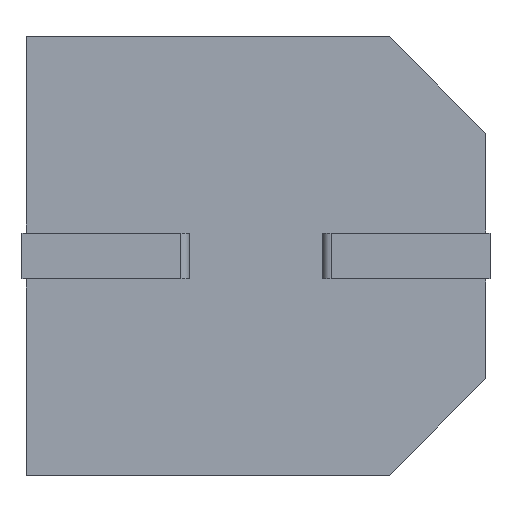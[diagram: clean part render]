
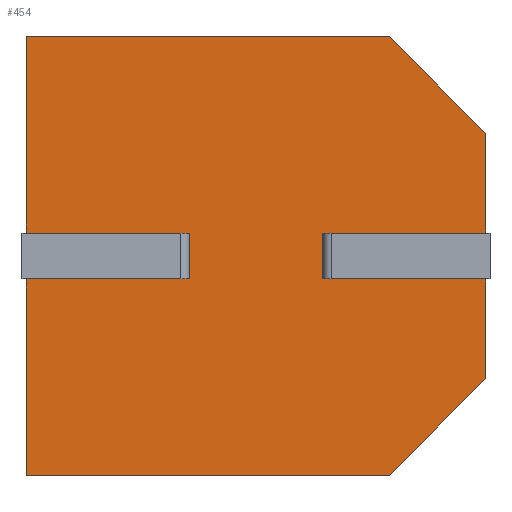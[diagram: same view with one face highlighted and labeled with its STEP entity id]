
A CAD part, front view. The second image highlights one B-rep face of the part: STEP entity #454.
In plain terms, the highlighted planar face has unit normal (0, -1, 0).
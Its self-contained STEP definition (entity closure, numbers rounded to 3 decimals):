
#34 = VERTEX_POINT ( 'NONE', #1713 ) ;
#82 = EDGE_CURVE ( 'NONE', #2393, #3245, #2817, .T. ) ;
#130 = CARTESIAN_POINT ( 'NONE',  ( 0., 0., 0. ) ) ;
#134 = VECTOR ( 'NONE', #1748, 1000. ) ;
#227 = EDGE_CURVE ( 'NONE', #34, #322, #513, .T. ) ;
#263 = LINE ( 'NONE', #1997, #1347 ) ;
#282 = ORIENTED_EDGE ( 'NONE', *, *, #1945, .T. ) ;
#322 = VERTEX_POINT ( 'NONE', #3394 ) ;
#330 = LINE ( 'NONE', #1644, #2160 ) ;
#336 = FACE_OUTER_BOUND ( 'NONE', #512, .T. ) ;
#388 = ORIENTED_EDGE ( 'NONE', *, *, #655, .F. ) ;
#418 = VECTOR ( 'NONE', #2030, 1000. ) ;
#419 = CARTESIAN_POINT ( 'NONE',  ( 11., 0., -8.185 ) ) ;
#427 = VECTOR ( 'NONE', #2957, 1000. ) ;
#431 = ORIENTED_EDGE ( 'NONE', *, *, #3175, .T. ) ;
#454 = ADVANCED_FACE ( 'NONE', ( #336 ), #1107, .F. ) ;
#481 = EDGE_CURVE ( 'NONE', #3245, #1397, #1457, .T. ) ;
#490 = ORIENTED_EDGE ( 'NONE', *, *, #3265, .F. ) ;
#512 = EDGE_LOOP ( 'NONE', ( #490, #2956, #1814, #388, #431, #684, #282, #522, #781, #1432, #3379, #1965, #1608, #2217 ) ) ;
#513 = LINE ( 'NONE', #3327, #2651 ) ;
#514 = VECTOR ( 'NONE', #2037, 1000. ) ;
#522 = ORIENTED_EDGE ( 'NONE', *, *, #1968, .F. ) ;
#579 = VECTOR ( 'NONE', #3232, 1000. ) ;
#640 = VECTOR ( 'NONE', #1867, 1000. ) ;
#650 = VECTOR ( 'NONE', #3247, 1000. ) ;
#655 = EDGE_CURVE ( 'NONE', #2542, #322, #2373, .T. ) ;
#666 = CARTESIAN_POINT ( 'NONE',  ( 3.9, 0., -4.7 ) ) ;
#684 = ORIENTED_EDGE ( 'NONE', *, *, #2603, .F. ) ;
#688 = CARTESIAN_POINT ( 'NONE',  ( 7.1, 0., -5.8 ) ) ;
#758 = VECTOR ( 'NONE', #1711, 1000. ) ;
#773 = CARTESIAN_POINT ( 'NONE',  ( 0., 0., -4.7 ) ) ;
#781 = ORIENTED_EDGE ( 'NONE', *, *, #1667, .F. ) ;
#897 = VERTEX_POINT ( 'NONE', #2888 ) ;
#911 = LINE ( 'NONE', #3006, #3125 ) ;
#931 = CARTESIAN_POINT ( 'NONE',  ( 7.1, 0., -5.8 ) ) ;
#977 = VERTEX_POINT ( 'NONE', #1892 ) ;
#1035 = CARTESIAN_POINT ( 'NONE',  ( 11., 0., -5.8 ) ) ;
#1107 = PLANE ( 'NONE',  #3164 ) ;
#1140 = LINE ( 'NONE', #2295, #514 ) ;
#1200 = DIRECTION ( 'NONE',  ( -0.707, 0., 0.707 ) ) ;
#1223 = DIRECTION ( 'NONE',  ( 0.707, 0., 0.707 ) ) ;
#1233 = CARTESIAN_POINT ( 'NONE',  ( 3.9, 0., -5.8 ) ) ;
#1245 = EDGE_CURVE ( 'NONE', #3021, #34, #2253, .T. ) ;
#1325 = VERTEX_POINT ( 'NONE', #2885 ) ;
#1345 = CARTESIAN_POINT ( 'NONE',  ( 0., 0., 0. ) ) ;
#1347 = VECTOR ( 'NONE', #2267, 1000. ) ;
#1397 = VERTEX_POINT ( 'NONE', #1659 ) ;
#1432 = ORIENTED_EDGE ( 'NONE', *, *, #82, .T. ) ;
#1457 = LINE ( 'NONE', #2222, #758 ) ;
#1566 = CARTESIAN_POINT ( 'NONE',  ( 7.1, 0., -5.8 ) ) ;
#1598 = CARTESIAN_POINT ( 'NONE',  ( 3.9, 0., -5.8 ) ) ;
#1608 = ORIENTED_EDGE ( 'NONE', *, *, #1622, .T. ) ;
#1622 = EDGE_CURVE ( 'NONE', #977, #1325, #2054, .T. ) ;
#1644 = CARTESIAN_POINT ( 'NONE',  ( 0., 0., 0. ) ) ;
#1659 = CARTESIAN_POINT ( 'NONE',  ( 0., 0., -10.5 ) ) ;
#1667 = EDGE_CURVE ( 'NONE', #2393, #3358, #1140, .T. ) ;
#1687 = EDGE_CURVE ( 'NONE', #1727, #1325, #263, .T. ) ;
#1711 = DIRECTION ( 'NONE',  ( 0., 0., -1. ) ) ;
#1713 = CARTESIAN_POINT ( 'NONE',  ( 7.1, 0., -4.7 ) ) ;
#1727 = VERTEX_POINT ( 'NONE', #1035 ) ;
#1748 = DIRECTION ( 'NONE',  ( -1., 0., 0. ) ) ;
#1755 = LINE ( 'NONE', #1345, #2770 ) ;
#1814 = ORIENTED_EDGE ( 'NONE', *, *, #227, .T. ) ;
#1821 = LINE ( 'NONE', #931, #650 ) ;
#1864 = LINE ( 'NONE', #2968, #579 ) ;
#1867 = DIRECTION ( 'NONE',  ( 0., 0., 1. ) ) ;
#1885 = DIRECTION ( 'NONE',  ( 1., 0., 0. ) ) ;
#1892 = CARTESIAN_POINT ( 'NONE',  ( 8.685, 0., -10.5 ) ) ;
#1913 = CARTESIAN_POINT ( 'NONE',  ( 11., 0., -2.315 ) ) ;
#1945 = EDGE_CURVE ( 'NONE', #897, #2432, #1755, .T. ) ;
#1958 = VECTOR ( 'NONE', #1223, 1000. ) ;
#1965 = ORIENTED_EDGE ( 'NONE', *, *, #3091, .T. ) ;
#1968 = EDGE_CURVE ( 'NONE', #3358, #2432, #2450, .T. ) ;
#1997 = CARTESIAN_POINT ( 'NONE',  ( 11., 0., 0. ) ) ;
#2030 = DIRECTION ( 'NONE',  ( 0., 0., -1. ) ) ;
#2037 = DIRECTION ( 'NONE',  ( 0., 0., 1. ) ) ;
#2054 = LINE ( 'NONE', #419, #1958 ) ;
#2160 = VECTOR ( 'NONE', #1885, 1000. ) ;
#2217 = ORIENTED_EDGE ( 'NONE', *, *, #1687, .F. ) ;
#2222 = CARTESIAN_POINT ( 'NONE',  ( 0., 0., 0. ) ) ;
#2253 = LINE ( 'NONE', #688, #640 ) ;
#2267 = DIRECTION ( 'NONE',  ( 0., 0., -1. ) ) ;
#2295 = CARTESIAN_POINT ( 'NONE',  ( 3.9, 0., -5.8 ) ) ;
#2353 = VERTEX_POINT ( 'NONE', #3137 ) ;
#2373 = LINE ( 'NONE', #3098, #418 ) ;
#2393 = VERTEX_POINT ( 'NONE', #1598 ) ;
#2432 = VERTEX_POINT ( 'NONE', #773 ) ;
#2450 = LINE ( 'NONE', #3181, #427 ) ;
#2471 = CARTESIAN_POINT ( 'NONE',  ( 0., 0., -5.8 ) ) ;
#2542 = VERTEX_POINT ( 'NONE', #1913 ) ;
#2603 = EDGE_CURVE ( 'NONE', #897, #2353, #330, .T. ) ;
#2651 = VECTOR ( 'NONE', #3062, 1000. ) ;
#2748 = DIRECTION ( 'NONE',  ( 0., 0., 1. ) ) ;
#2770 = VECTOR ( 'NONE', #3174, 1000. ) ;
#2817 = LINE ( 'NONE', #1233, #134 ) ;
#2885 = CARTESIAN_POINT ( 'NONE',  ( 11., 0., -8.185 ) ) ;
#2888 = CARTESIAN_POINT ( 'NONE',  ( 0., 0., 0. ) ) ;
#2956 = ORIENTED_EDGE ( 'NONE', *, *, #1245, .T. ) ;
#2957 = DIRECTION ( 'NONE',  ( -1., 0., 0. ) ) ;
#2968 = CARTESIAN_POINT ( 'NONE',  ( 0., 0., -10.5 ) ) ;
#3006 = CARTESIAN_POINT ( 'NONE',  ( 8.685, 0., 0. ) ) ;
#3021 = VERTEX_POINT ( 'NONE', #1566 ) ;
#3062 = DIRECTION ( 'NONE',  ( 1., 0., 0. ) ) ;
#3091 = EDGE_CURVE ( 'NONE', #1397, #977, #1864, .T. ) ;
#3098 = CARTESIAN_POINT ( 'NONE',  ( 11., 0., 0. ) ) ;
#3125 = VECTOR ( 'NONE', #1200, 1000. ) ;
#3137 = CARTESIAN_POINT ( 'NONE',  ( 8.685, 0., 0. ) ) ;
#3164 = AXIS2_PLACEMENT_3D ( 'NONE', #130, #3293, #2748 ) ;
#3174 = DIRECTION ( 'NONE',  ( 0., 0., -1. ) ) ;
#3175 = EDGE_CURVE ( 'NONE', #2542, #2353, #911, .T. ) ;
#3181 = CARTESIAN_POINT ( 'NONE',  ( 3.9, 0., -4.7 ) ) ;
#3232 = DIRECTION ( 'NONE',  ( 1., 0., 0. ) ) ;
#3245 = VERTEX_POINT ( 'NONE', #2471 ) ;
#3247 = DIRECTION ( 'NONE',  ( 1., 0., 0. ) ) ;
#3265 = EDGE_CURVE ( 'NONE', #3021, #1727, #1821, .T. ) ;
#3293 = DIRECTION ( 'NONE',  ( 0., 1., 0. ) ) ;
#3327 = CARTESIAN_POINT ( 'NONE',  ( 7.1, 0., -4.7 ) ) ;
#3358 = VERTEX_POINT ( 'NONE', #666 ) ;
#3379 = ORIENTED_EDGE ( 'NONE', *, *, #481, .T. ) ;
#3394 = CARTESIAN_POINT ( 'NONE',  ( 11., 0., -4.7 ) ) ;
